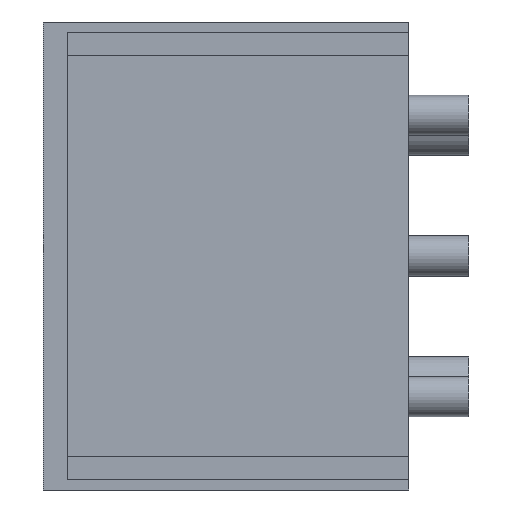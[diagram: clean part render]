
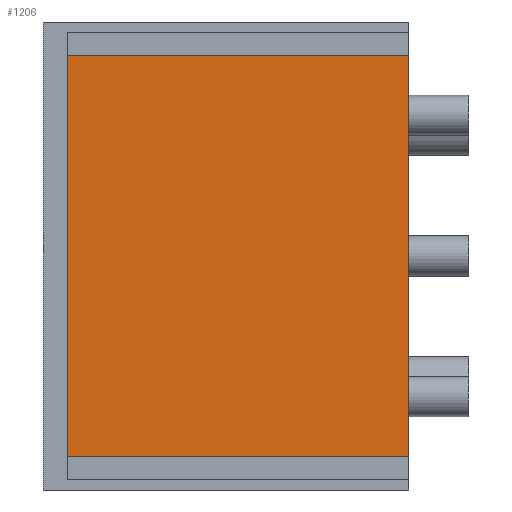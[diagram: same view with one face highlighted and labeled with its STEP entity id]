
A CAD part, left-side view. The second image highlights one B-rep face of the part: STEP entity #1206.
In plain terms, the highlighted planar face has unit normal (-1, 0, 0).
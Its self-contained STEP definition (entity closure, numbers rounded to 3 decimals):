
#124 = CARTESIAN_POINT ( 'NONE',  ( -8.325, 17., -10. ) ) ;
#219 = CARTESIAN_POINT ( 'NONE',  ( -8.325, 17., 10. ) ) ;
#269 = CARTESIAN_POINT ( 'NONE',  ( -8.325, 0., 10. ) ) ;
#494 = CARTESIAN_POINT ( 'NONE',  ( -8.325, 17., 0. ) ) ;
#629 = VECTOR ( 'NONE', #1227, 1000. ) ;
#656 = LINE ( 'NONE', #494, #1019 ) ;
#717 = EDGE_CURVE ( 'NONE', #1191, #1947, #1133, .T. ) ;
#848 = CARTESIAN_POINT ( 'NONE',  ( -8.325, 17., -10. ) ) ;
#896 = DIRECTION ( 'NONE',  ( 0., 0., 1. ) ) ;
#935 = VECTOR ( 'NONE', #1062, 1000. ) ;
#994 = VERTEX_POINT ( 'NONE', #848 ) ;
#1008 = VERTEX_POINT ( 'NONE', #1963 ) ;
#1019 = VECTOR ( 'NONE', #1131, 1000. ) ;
#1054 = CARTESIAN_POINT ( 'NONE',  ( -8.325, 17., 10. ) ) ;
#1062 = DIRECTION ( 'NONE',  ( 0., 0., -1. ) ) ;
#1080 = DIRECTION ( 'NONE',  ( -1., 0., 0. ) ) ;
#1131 = DIRECTION ( 'NONE',  ( 0., 0., -1. ) ) ;
#1133 = LINE ( 'NONE', #219, #1326 ) ;
#1191 = VERTEX_POINT ( 'NONE', #1054 ) ;
#1206 = ADVANCED_FACE ( 'NONE', ( #1282 ), #2024, .T. ) ;
#1213 = ORIENTED_EDGE ( 'NONE', *, *, #1958, .T. ) ;
#1226 = LINE ( 'NONE', #1849, #935 ) ;
#1227 = DIRECTION ( 'NONE',  ( 0., -1., 0. ) ) ;
#1243 = EDGE_CURVE ( 'NONE', #1947, #1008, #1226, .T. ) ;
#1282 = FACE_OUTER_BOUND ( 'NONE', #1785, .T. ) ;
#1326 = VECTOR ( 'NONE', #1659, 1000. ) ;
#1390 = CARTESIAN_POINT ( 'NONE',  ( -8.325, 17., 0. ) ) ;
#1482 = ORIENTED_EDGE ( 'NONE', *, *, #1243, .F. ) ;
#1531 = AXIS2_PLACEMENT_3D ( 'NONE', #1390, #1080, #896 ) ;
#1536 = LINE ( 'NONE', #124, #629 ) ;
#1659 = DIRECTION ( 'NONE',  ( 0., -1., 0. ) ) ;
#1662 = EDGE_CURVE ( 'NONE', #1191, #994, #656, .T. ) ;
#1785 = EDGE_LOOP ( 'NONE', ( #1482, #1846, #2003, #1213 ) ) ;
#1846 = ORIENTED_EDGE ( 'NONE', *, *, #717, .F. ) ;
#1849 = CARTESIAN_POINT ( 'NONE',  ( -8.325, 0., 0. ) ) ;
#1947 = VERTEX_POINT ( 'NONE', #269 ) ;
#1958 = EDGE_CURVE ( 'NONE', #994, #1008, #1536, .T. ) ;
#1963 = CARTESIAN_POINT ( 'NONE',  ( -8.325, 0., -10. ) ) ;
#2003 = ORIENTED_EDGE ( 'NONE', *, *, #1662, .T. ) ;
#2024 = PLANE ( 'NONE',  #1531 ) ;
